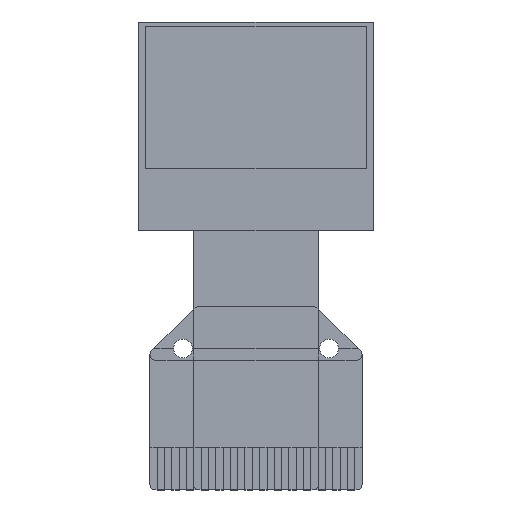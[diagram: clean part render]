
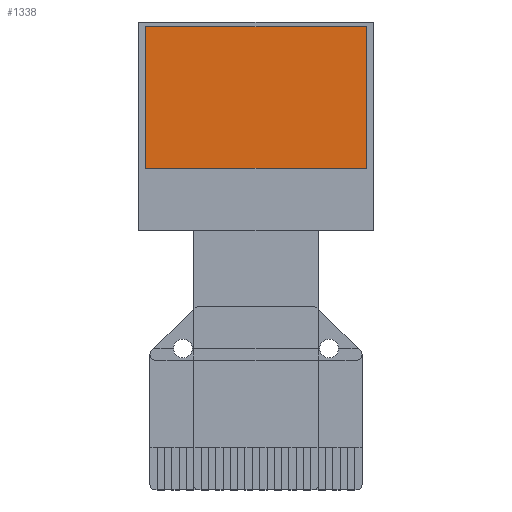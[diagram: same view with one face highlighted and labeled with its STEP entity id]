
A CAD part, top view. The second image highlights one B-rep face of the part: STEP entity #1338.
In plain terms, the highlighted planar face has unit normal (0, 0, 1).
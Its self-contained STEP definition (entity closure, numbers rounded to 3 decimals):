
#568 = VERTEX_POINT('',#569);
#569 = CARTESIAN_POINT('',(-4.68,-3.09,0.55));
#577 = VERTEX_POINT('',#578);
#578 = CARTESIAN_POINT('',(-4.68,2.91,0.55));
#584 = EDGE_CURVE('',#568,#577,#585,.T.);
#585 = LINE('',#586,#587);
#586 = CARTESIAN_POINT('',(-4.68,-3.09,0.55));
#587 = VECTOR('',#588,1.);
#588 = DIRECTION('',(0.,1.,0.));
#600 = EDGE_CURVE('',#568,#601,#603,.T.);
#601 = VERTEX_POINT('',#602);
#602 = CARTESIAN_POINT('',(4.68,-3.09,0.55));
#603 = LINE('',#604,#605);
#604 = CARTESIAN_POINT('',(-4.68,-3.09,0.55));
#605 = VECTOR('',#606,1.);
#606 = DIRECTION('',(1.,0.,0.));
#625 = VERTEX_POINT('',#626);
#626 = CARTESIAN_POINT('',(4.68,2.91,0.55));
#632 = EDGE_CURVE('',#601,#625,#633,.T.);
#633 = LINE('',#634,#635);
#634 = CARTESIAN_POINT('',(4.68,-3.09,0.55));
#635 = VECTOR('',#636,1.);
#636 = DIRECTION('',(0.,1.,0.));
#648 = EDGE_CURVE('',#577,#625,#649,.T.);
#649 = LINE('',#650,#651);
#650 = CARTESIAN_POINT('',(-4.68,2.91,0.55));
#651 = VECTOR('',#652,1.);
#652 = DIRECTION('',(1.,0.,0.));
#1338 = ADVANCED_FACE('',(#1339),#1345,.T.);
#1339 = FACE_BOUND('',#1340,.T.);
#1340 = EDGE_LOOP('',(#1341,#1342,#1343,#1344));
#1341 = ORIENTED_EDGE('',*,*,#584,.F.);
#1342 = ORIENTED_EDGE('',*,*,#600,.T.);
#1343 = ORIENTED_EDGE('',*,*,#632,.T.);
#1344 = ORIENTED_EDGE('',*,*,#648,.F.);
#1345 = PLANE('',#1346);
#1346 = AXIS2_PLACEMENT_3D('',#1347,#1348,#1349);
#1347 = CARTESIAN_POINT('',(-4.68,-3.09,0.55));
#1348 = DIRECTION('',(0.,0.,1.));
#1349 = DIRECTION('',(1.,0.,0.));
